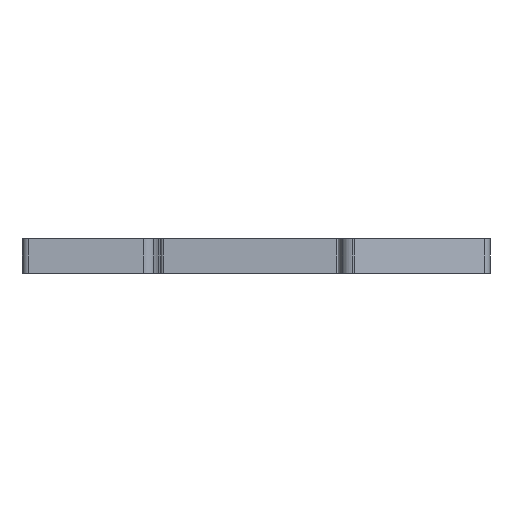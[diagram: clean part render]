
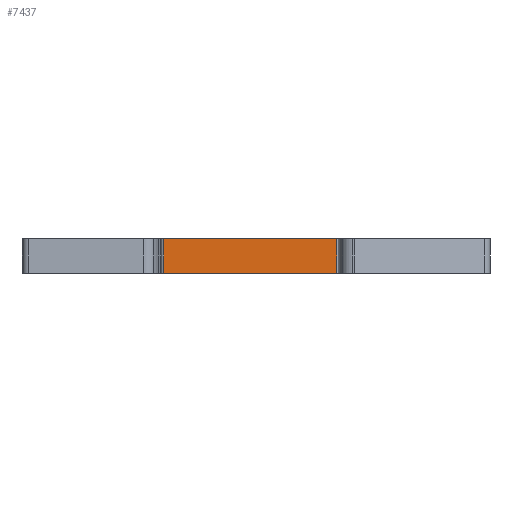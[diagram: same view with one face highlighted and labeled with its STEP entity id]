
A CAD part, front view. The second image highlights one B-rep face of the part: STEP entity #7437.
In plain terms, the highlighted planar face has unit normal (0, -1, 0).
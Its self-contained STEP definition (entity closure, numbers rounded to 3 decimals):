
#295=DIRECTION('',(1.,0.,0.));
#296=VECTOR('',#295,30.895);
#297=CARTESIAN_POINT('',(-12.645,-16.9,-3.1));
#298=LINE('',#297,#296);
#1081=DIRECTION('',(1.,0.,0.));
#1082=VECTOR('',#1081,30.895);
#1083=CARTESIAN_POINT('',(-12.645,-16.9,3.1));
#1084=LINE('',#1083,#1082);
#2771=DIRECTION('',(0.,0.,1.));
#2772=VECTOR('',#2771,6.2);
#2773=CARTESIAN_POINT('',(-12.645,-16.9,-3.1));
#2774=LINE('',#2773,#2772);
#2775=DIRECTION('',(0.,0.,1.));
#2776=VECTOR('',#2775,6.2);
#2777=CARTESIAN_POINT('',(18.25,-16.9,-3.1));
#2778=LINE('',#2777,#2776);
#3297=CARTESIAN_POINT('',(-12.645,-16.9,-3.1));
#3298=VERTEX_POINT('',#3297);
#3299=CARTESIAN_POINT('',(18.25,-16.9,-3.1));
#3300=VERTEX_POINT('',#3299);
#3591=CARTESIAN_POINT('',(-12.645,-16.9,3.1));
#3592=VERTEX_POINT('',#3591);
#3593=CARTESIAN_POINT('',(18.25,-16.9,3.1));
#3594=VERTEX_POINT('',#3593);
#7425=CARTESIAN_POINT('',(-12.645,-16.9,-3.1));
#7426=DIRECTION('',(0.,-1.,0.));
#7427=DIRECTION('',(1.,0.,0.));
#7428=AXIS2_PLACEMENT_3D('',#7425,#7426,#7427);
#7429=PLANE('',#7428);
#7430=ORIENTED_EDGE('',*,*,#4306,.F.);
#7431=ORIENTED_EDGE('',*,*,#7420,.T.);
#7432=ORIENTED_EDGE('',*,*,#4857,.T.);
#7434=ORIENTED_EDGE('',*,*,#7433,.F.);
#7435=EDGE_LOOP('',(#7430,#7431,#7432,#7434));
#7436=FACE_OUTER_BOUND('',#7435,.F.);
#7437=ADVANCED_FACE('',(#7436),#7429,.T.);
#4306=EDGE_CURVE('',#3298,#3300,#298,.T.);
#4857=EDGE_CURVE('',#3592,#3594,#1084,.T.);
#7420=EDGE_CURVE('',#3298,#3592,#2774,.T.);
#7433=EDGE_CURVE('',#3300,#3594,#2778,.T.);
